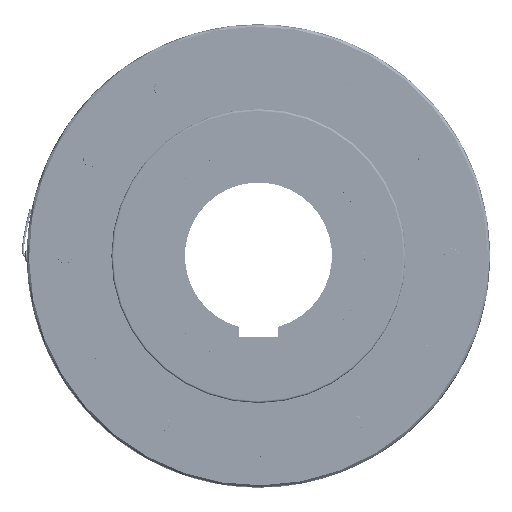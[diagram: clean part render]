
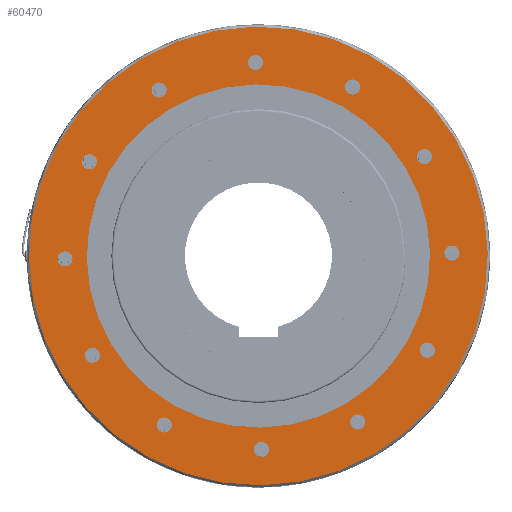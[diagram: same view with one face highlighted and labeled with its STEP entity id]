
A CAD part, left-side view. The second image highlights one B-rep face of the part: STEP entity #60470.
In plain terms, the highlighted planar face has unit normal (-1, 0, 0).
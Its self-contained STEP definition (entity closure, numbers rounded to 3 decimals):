
#4673=FACE_BOUND('',#13665,.T.);
#4674=FACE_BOUND('',#13666,.T.);
#4675=FACE_BOUND('',#13667,.T.);
#4676=FACE_BOUND('',#13668,.T.);
#4677=FACE_BOUND('',#13669,.T.);
#4678=FACE_BOUND('',#13670,.T.);
#4679=FACE_BOUND('',#13671,.T.);
#4680=FACE_BOUND('',#13672,.T.);
#4681=FACE_BOUND('',#13673,.T.);
#4682=FACE_BOUND('',#13674,.T.);
#4683=FACE_BOUND('',#13675,.T.);
#4684=FACE_BOUND('',#13676,.T.);
#4685=FACE_BOUND('',#13677,.T.);
#6754=PLANE('',#68208);
#9505=FACE_OUTER_BOUND('',#13664,.T.);
#13664=EDGE_LOOP('',(#54237));
#13665=EDGE_LOOP('',(#54238));
#13666=EDGE_LOOP('',(#54239));
#13667=EDGE_LOOP('',(#54240));
#13668=EDGE_LOOP('',(#54241));
#13669=EDGE_LOOP('',(#54242));
#13670=EDGE_LOOP('',(#54243));
#13671=EDGE_LOOP('',(#54244));
#13672=EDGE_LOOP('',(#54245));
#13673=EDGE_LOOP('',(#54246));
#13674=EDGE_LOOP('',(#54247));
#13675=EDGE_LOOP('',(#54248));
#13676=EDGE_LOOP('',(#54249));
#13677=EDGE_LOOP('',(#54250));
#16569=CIRCLE('',#68207,210.5);
#16570=CIRCLE('',#68209,157.5);
#16571=CIRCLE('',#68210,6.918);
#16572=CIRCLE('',#68211,6.918);
#16573=CIRCLE('',#68212,6.918);
#16574=CIRCLE('',#68213,6.918);
#16575=CIRCLE('',#68214,6.918);
#16576=CIRCLE('',#68215,6.918);
#16577=CIRCLE('',#68216,6.918);
#16578=CIRCLE('',#68217,6.918);
#16579=CIRCLE('',#68218,6.918);
#16580=CIRCLE('',#68219,6.918);
#16581=CIRCLE('',#68220,6.918);
#16582=CIRCLE('',#68221,6.918);
#28957=VERTEX_POINT('',#210801);
#28958=VERTEX_POINT('',#210805);
#28959=VERTEX_POINT('',#210807);
#28960=VERTEX_POINT('',#210809);
#28961=VERTEX_POINT('',#210811);
#28962=VERTEX_POINT('',#210813);
#28963=VERTEX_POINT('',#210815);
#28964=VERTEX_POINT('',#210817);
#28965=VERTEX_POINT('',#210819);
#28966=VERTEX_POINT('',#210821);
#28967=VERTEX_POINT('',#210823);
#28968=VERTEX_POINT('',#210825);
#28969=VERTEX_POINT('',#210827);
#28970=VERTEX_POINT('',#210829);
#37570=EDGE_CURVE('',#28957,#28957,#16569,.T.);
#37571=EDGE_CURVE('',#28958,#28958,#16570,.T.);
#37572=EDGE_CURVE('',#28959,#28959,#16571,.T.);
#37573=EDGE_CURVE('',#28960,#28960,#16572,.T.);
#37574=EDGE_CURVE('',#28961,#28961,#16573,.T.);
#37575=EDGE_CURVE('',#28962,#28962,#16574,.T.);
#37576=EDGE_CURVE('',#28963,#28963,#16575,.T.);
#37577=EDGE_CURVE('',#28964,#28964,#16576,.T.);
#37578=EDGE_CURVE('',#28965,#28965,#16577,.T.);
#37579=EDGE_CURVE('',#28966,#28966,#16578,.T.);
#37580=EDGE_CURVE('',#28967,#28967,#16579,.T.);
#37581=EDGE_CURVE('',#28968,#28968,#16580,.T.);
#37582=EDGE_CURVE('',#28969,#28969,#16581,.T.);
#37583=EDGE_CURVE('',#28970,#28970,#16582,.T.);
#54237=ORIENTED_EDGE('',*,*,#37570,.F.);
#54238=ORIENTED_EDGE('',*,*,#37571,.T.);
#54239=ORIENTED_EDGE('',*,*,#37572,.T.);
#54240=ORIENTED_EDGE('',*,*,#37573,.T.);
#54241=ORIENTED_EDGE('',*,*,#37574,.T.);
#54242=ORIENTED_EDGE('',*,*,#37575,.T.);
#54243=ORIENTED_EDGE('',*,*,#37576,.T.);
#54244=ORIENTED_EDGE('',*,*,#37577,.T.);
#54245=ORIENTED_EDGE('',*,*,#37578,.T.);
#54246=ORIENTED_EDGE('',*,*,#37579,.T.);
#54247=ORIENTED_EDGE('',*,*,#37580,.T.);
#54248=ORIENTED_EDGE('',*,*,#37581,.T.);
#54249=ORIENTED_EDGE('',*,*,#37582,.T.);
#54250=ORIENTED_EDGE('',*,*,#37583,.T.);
#60470=ADVANCED_FACE('',(#9505,#4673,#4674,#4675,#4676,#4677,#4678,#4679,
#4680,#4681,#4682,#4683,#4684,#4685),#6754,.T.);
#68207=AXIS2_PLACEMENT_3D('',#210803,#86602,#86603);
#68208=AXIS2_PLACEMENT_3D('',#210804,#86604,#86605);
#68209=AXIS2_PLACEMENT_3D('',#210806,#86606,#86607);
#68210=AXIS2_PLACEMENT_3D('',#210808,#86608,#86609);
#68211=AXIS2_PLACEMENT_3D('',#210810,#86610,#86611);
#68212=AXIS2_PLACEMENT_3D('',#210812,#86612,#86613);
#68213=AXIS2_PLACEMENT_3D('',#210814,#86614,#86615);
#68214=AXIS2_PLACEMENT_3D('',#210816,#86616,#86617);
#68215=AXIS2_PLACEMENT_3D('',#210818,#86618,#86619);
#68216=AXIS2_PLACEMENT_3D('',#210820,#86620,#86621);
#68217=AXIS2_PLACEMENT_3D('',#210822,#86622,#86623);
#68218=AXIS2_PLACEMENT_3D('',#210824,#86624,#86625);
#68219=AXIS2_PLACEMENT_3D('',#210826,#86626,#86627);
#68220=AXIS2_PLACEMENT_3D('',#210828,#86628,#86629);
#68221=AXIS2_PLACEMENT_3D('',#210830,#86630,#86631);
#86602=DIRECTION('center_axis',(1.,0.,0.));
#86603=DIRECTION('ref_axis',(0.,0.015,1.));
#86604=DIRECTION('center_axis',(-1.,0.,0.));
#86605=DIRECTION('ref_axis',(0.,1.,-0.015));
#86606=DIRECTION('center_axis',(1.,0.,0.));
#86607=DIRECTION('ref_axis',(0.,-0.015,-1.));
#86608=DIRECTION('center_axis',(1.,0.,0.));
#86609=DIRECTION('ref_axis',(0.,-1.,0.015));
#86610=DIRECTION('center_axis',(1.,0.,0.));
#86611=DIRECTION('ref_axis',(0.,-1.,0.015));
#86612=DIRECTION('center_axis',(1.,0.,0.));
#86613=DIRECTION('ref_axis',(0.,-1.,0.015));
#86614=DIRECTION('center_axis',(1.,0.,0.));
#86615=DIRECTION('ref_axis',(0.,-1.,0.015));
#86616=DIRECTION('center_axis',(1.,0.,0.));
#86617=DIRECTION('ref_axis',(0.,-1.,0.015));
#86618=DIRECTION('center_axis',(1.,0.,0.));
#86619=DIRECTION('ref_axis',(0.,-1.,0.015));
#86620=DIRECTION('center_axis',(1.,0.,0.));
#86621=DIRECTION('ref_axis',(0.,-1.,0.015));
#86622=DIRECTION('center_axis',(1.,0.,0.));
#86623=DIRECTION('ref_axis',(0.,-1.,0.015));
#86624=DIRECTION('center_axis',(1.,0.,0.));
#86625=DIRECTION('ref_axis',(0.,-1.,0.015));
#86626=DIRECTION('center_axis',(1.,0.,0.));
#86627=DIRECTION('ref_axis',(0.,-1.,0.015));
#86628=DIRECTION('center_axis',(1.,0.,0.));
#86629=DIRECTION('ref_axis',(0.,-1.,0.015));
#86630=DIRECTION('center_axis',(1.,0.,0.));
#86631=DIRECTION('ref_axis',(0.,-1.,0.015));
#210801=CARTESIAN_POINT('',(-125.002,-3.241,-210.475));
#210803=CARTESIAN_POINT('Origin',(-125.002,0.,
0.));
#210804=CARTESIAN_POINT('Origin',(-125.002,-2.849,-184.978));
#210805=CARTESIAN_POINT('',(-125.002,2.425,157.481));
#210806=CARTESIAN_POINT('Origin',(-125.002,0.,
0.));
#210807=CARTESIAN_POINT('',(-125.002,-170.562,2.627));
#210808=CARTESIAN_POINT('Origin',(-125.002,-177.479,2.733));
#210809=CARTESIAN_POINT('',(-125.002,-148.151,-86.479));
#210810=CARTESIAN_POINT('Origin',(-125.002,-155.068,-86.373));
#210811=CARTESIAN_POINT('',(-125.002,-84.19,-152.441));
#210812=CARTESIAN_POINT('Origin',(-125.002,-91.106,-152.335));
#210813=CARTESIAN_POINT('',(-125.002,4.184,-177.585));
#210814=CARTESIAN_POINT('Origin',(-125.002,-2.733,-177.479));
#210815=CARTESIAN_POINT('',(-125.002,93.289,-155.174));
#210816=CARTESIAN_POINT('Origin',(-125.002,86.373,-155.068));
#210817=CARTESIAN_POINT('',(-125.002,159.251,-91.213));
#210818=CARTESIAN_POINT('Origin',(-125.002,152.335,-91.106));
#210819=CARTESIAN_POINT('',(-125.002,184.396,-2.84));
#210820=CARTESIAN_POINT('Origin',(-125.002,177.479,-2.733));
#210821=CARTESIAN_POINT('',(-125.002,161.984,86.266));
#210822=CARTESIAN_POINT('Origin',(-125.002,155.068,86.373));
#210823=CARTESIAN_POINT('',(-125.002,98.023,152.228));
#210824=CARTESIAN_POINT('Origin',(-125.002,91.106,152.335));
#210825=CARTESIAN_POINT('',(-125.002,9.65,177.372));
#210826=CARTESIAN_POINT('Origin',(-125.002,2.733,177.479));
#210827=CARTESIAN_POINT('',(-125.002,-79.456,154.961));
#210828=CARTESIAN_POINT('Origin',(-125.002,-86.373,155.068));
#210829=CARTESIAN_POINT('',(-125.002,-145.418,91.));
#210830=CARTESIAN_POINT('Origin',(-125.002,-152.335,91.106));
